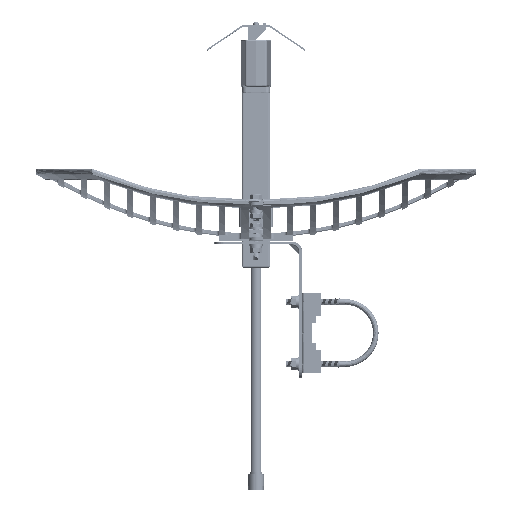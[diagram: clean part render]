
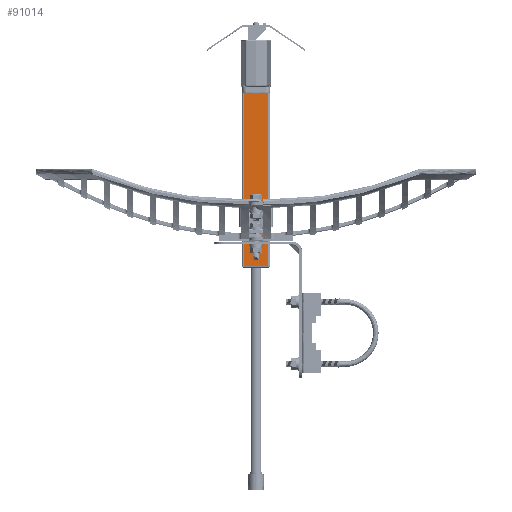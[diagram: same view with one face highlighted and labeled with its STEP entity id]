
A CAD part, top view. The second image highlights one B-rep face of the part: STEP entity #91014.
In plain terms, the highlighted face is planar.
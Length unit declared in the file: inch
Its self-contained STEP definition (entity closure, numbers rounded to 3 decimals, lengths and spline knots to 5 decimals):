
#445 = EDGE_CURVE ( 'NONE', #81096, #52419, #15868, .T. ) ;
#1556 = CARTESIAN_POINT ( 'NONE',  ( 0.5, 6.20079, -0.44094 ) ) ;
#2755 = CARTESIAN_POINT ( 'NONE',  ( 0.5, 1.79134, -0.31496 ) ) ;
#4401 = CARTESIAN_POINT ( 'NONE',  ( 0.5, 14.28413, -0.44094 ) ) ;
#5385 = CARTESIAN_POINT ( 'NONE',  ( 0.5, 0., 0. ) ) ;
#6926 = LINE ( 'NONE', #5385, #22977 ) ;
#6986 = VECTOR ( 'NONE', #10656, 39.37008 ) ;
#10656 = DIRECTION ( 'NONE',  ( 0., -1., 0. ) ) ;
#13289 = DIRECTION ( 'NONE',  ( 0., 0., -1. ) ) ;
#14037 = VECTOR ( 'NONE', #61973, 39.37008 ) ;
#15612 = EDGE_CURVE ( 'NONE', #30132, #55851, #68028, .T. ) ;
#15683 = CARTESIAN_POINT ( 'NONE',  ( 0.5, 1.79134, 0.39764 ) ) ;
#15868 = LINE ( 'NONE', #86300, #14037 ) ;
#19440 = DIRECTION ( 'NONE',  ( 0., 0., -1. ) ) ;
#19532 = VECTOR ( 'NONE', #35972, 39.37008 ) ;
#19924 = CIRCLE ( 'NONE', #99295, 0.08268 ) ;
#20685 = EDGE_LOOP ( 'NONE', ( #86923, #23543 ) ) ;
#22105 = DIRECTION ( 'NONE',  ( 1., 0., 0. ) ) ;
#22461 = EDGE_CURVE ( 'NONE', #52419, #53461, #43254, .T. ) ;
#22977 = VECTOR ( 'NONE', #36979, 39.37008 ) ;
#23543 = ORIENTED_EDGE ( 'NONE', *, *, #79667, .T. ) ;
#26589 = VERTEX_POINT ( 'NONE', #35198 ) ;
#27493 = ORIENTED_EDGE ( 'NONE', *, *, #445, .F. ) ;
#28747 = CIRCLE ( 'NONE', #55173, 0.08268 ) ;
#28980 = EDGE_LOOP ( 'NONE', ( #95924, #72243 ) ) ;
#29512 = VERTEX_POINT ( 'NONE', #32112 ) ;
#29636 = EDGE_CURVE ( 'NONE', #29512, #70053, #28747, .T. ) ;
#30132 = VERTEX_POINT ( 'NONE', #55647 ) ;
#30961 = AXIS2_PLACEMENT_3D ( 'NONE', #68193, #22105, #13289 ) ;
#31482 = AXIS2_PLACEMENT_3D ( 'NONE', #99237, #51583, #91960 ) ;
#32112 = CARTESIAN_POINT ( 'NONE',  ( 0.5, 1.79134, 0.23228 ) ) ;
#35198 = CARTESIAN_POINT ( 'NONE',  ( 0.5, 0., 0.44094 ) ) ;
#35972 = DIRECTION ( 'NONE',  ( 0., -1., 0. ) ) ;
#36593 = FACE_BOUND ( 'NONE', #28980, .T. ) ;
#36979 = DIRECTION ( 'NONE',  ( 0., 0., -1. ) ) ;
#37115 = PLANE ( 'NONE',  #30961 ) ;
#37237 = CARTESIAN_POINT ( 'NONE',  ( 0.5, 1.79134, -0.39764 ) ) ;
#41317 = CARTESIAN_POINT ( 'NONE',  ( 0.5, 6.20079, 0.44094 ) ) ;
#41560 = AXIS2_PLACEMENT_3D ( 'NONE', #2755, #89747, #87697 ) ;
#43254 = LINE ( 'NONE', #4401, #19532 ) ;
#45068 = EDGE_CURVE ( 'NONE', #26589, #53461, #6926, .T. ) ;
#49339 = ORIENTED_EDGE ( 'NONE', *, *, #22461, .F. ) ;
#49698 = CARTESIAN_POINT ( 'NONE',  ( 0.5, 0., -0.44094 ) ) ;
#49997 = CARTESIAN_POINT ( 'NONE',  ( 0.5, 0., 0.44094 ) ) ;
#51583 = DIRECTION ( 'NONE',  ( -1., 0., 0. ) ) ;
#52419 = VERTEX_POINT ( 'NONE', #1556 ) ;
#53461 = VERTEX_POINT ( 'NONE', #49698 ) ;
#53660 = FACE_OUTER_BOUND ( 'NONE', #77651, .T. ) ;
#54250 = DIRECTION ( 'NONE',  ( 0., 0., -1. ) ) ;
#55173 = AXIS2_PLACEMENT_3D ( 'NONE', #101404, #94652, #54250 ) ;
#55647 = CARTESIAN_POINT ( 'NONE',  ( 0.5, 1.79134, -0.23228 ) ) ;
#55851 = VERTEX_POINT ( 'NONE', #37237 ) ;
#58250 = LINE ( 'NONE', #49997, #6986 ) ;
#59260 = DIRECTION ( 'NONE',  ( -1., 0., 0. ) ) ;
#61973 = DIRECTION ( 'NONE',  ( 0., 0., -1. ) ) ;
#64542 = ORIENTED_EDGE ( 'NONE', *, *, #45068, .T. ) ;
#64883 = ORIENTED_EDGE ( 'NONE', *, *, #68465, .T. ) ;
#68028 = CIRCLE ( 'NONE', #41560, 0.08268 ) ;
#68193 = CARTESIAN_POINT ( 'NONE',  ( 0.5, 0., 0.5 ) ) ;
#68465 = EDGE_CURVE ( 'NONE', #81096, #26589, #58250, .T. ) ;
#70053 = VERTEX_POINT ( 'NONE', #15683 ) ;
#72243 = ORIENTED_EDGE ( 'NONE', *, *, #15612, .T. ) ;
#76121 = CIRCLE ( 'NONE', #31482, 0.08268 ) ;
#77651 = EDGE_LOOP ( 'NONE', ( #27493, #64883, #64542, #49339 ) ) ;
#79667 = EDGE_CURVE ( 'NONE', #70053, #29512, #19924, .T. ) ;
#81096 = VERTEX_POINT ( 'NONE', #41317 ) ;
#82087 = CARTESIAN_POINT ( 'NONE',  ( 0.5, 1.79134, 0.31496 ) ) ;
#86300 = CARTESIAN_POINT ( 'NONE',  ( 0.5, 6.20079, 0. ) ) ;
#86923 = ORIENTED_EDGE ( 'NONE', *, *, #29636, .T. ) ;
#87697 = DIRECTION ( 'NONE',  ( 0., 0., -1. ) ) ;
#89747 = DIRECTION ( 'NONE',  ( -1., 0., 0. ) ) ;
#91014 = ADVANCED_FACE ( 'NONE', ( #36593, #93023, #53660 ), #37115, .T. ) ;
#91960 = DIRECTION ( 'NONE',  ( 0., 0., -1. ) ) ;
#93023 = FACE_BOUND ( 'NONE', #20685, .T. ) ;
#94652 = DIRECTION ( 'NONE',  ( -1., 0., 0. ) ) ;
#95924 = ORIENTED_EDGE ( 'NONE', *, *, #100398, .T. ) ;
#99237 = CARTESIAN_POINT ( 'NONE',  ( 0.5, 1.79134, -0.31496 ) ) ;
#99295 = AXIS2_PLACEMENT_3D ( 'NONE', #82087, #59260, #19440 ) ;
#100398 = EDGE_CURVE ( 'NONE', #55851, #30132, #76121, .T. ) ;
#101404 = CARTESIAN_POINT ( 'NONE',  ( 0.5, 1.79134, 0.31496 ) ) ;
